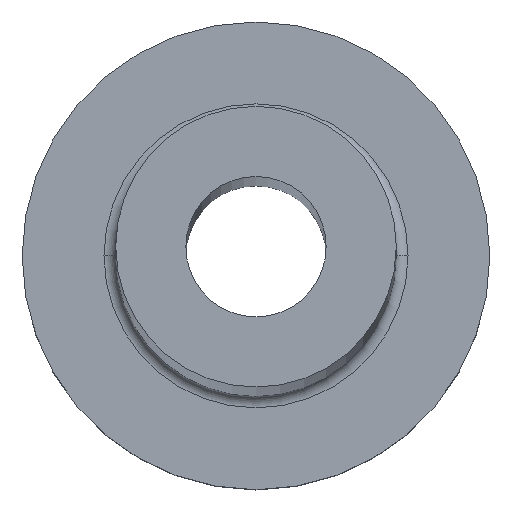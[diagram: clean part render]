
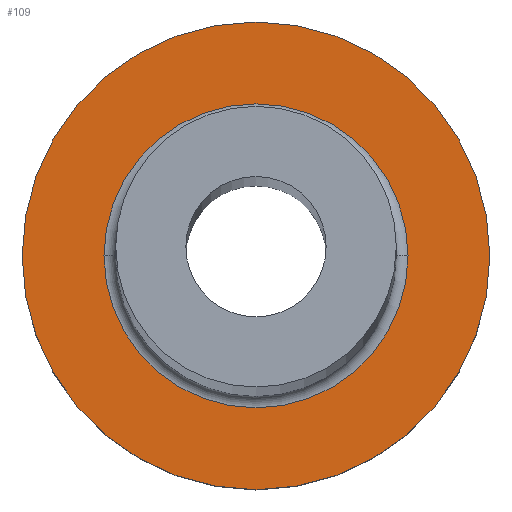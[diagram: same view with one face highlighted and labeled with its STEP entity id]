
A CAD part, top view. The second image highlights one B-rep face of the part: STEP entity #109.
In plain terms, the highlighted planar face has unit normal (0, 0, 1).
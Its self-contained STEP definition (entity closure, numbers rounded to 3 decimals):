
#26 = ORIENTED_EDGE ( 'NONE', *, *, #314, .T. ) ;
#44 = AXIS2_PLACEMENT_3D ( 'NONE', #70, #311, #95 ) ;
#49 = CARTESIAN_POINT ( 'NONE',  ( 0., 0., 7. ) ) ;
#51 = DIRECTION ( 'NONE',  ( 0., 0., -1. ) ) ;
#63 = DIRECTION ( 'NONE',  ( 0., 0., 1. ) ) ;
#70 = CARTESIAN_POINT ( 'NONE',  ( 0., 0., 7. ) ) ;
#73 = CARTESIAN_POINT ( 'NONE',  ( -6.5, 0., 7. ) ) ;
#75 = CARTESIAN_POINT ( 'NONE',  ( 0., 0., 7. ) ) ;
#78 = CIRCLE ( 'NONE', #181, 10. ) ;
#88 = FACE_OUTER_BOUND ( 'NONE', #313, .T. ) ;
#95 = DIRECTION ( 'NONE',  ( 1., 0., 0. ) ) ;
#99 = CARTESIAN_POINT ( 'NONE',  ( -10., 0., 7. ) ) ;
#109 = ADVANCED_FACE ( 'NONE', ( #246, #88 ), #270, .T. ) ;
#122 = DIRECTION ( 'NONE',  ( 1., 0., 0. ) ) ;
#127 = AXIS2_PLACEMENT_3D ( 'NONE', #49, #51, #167 ) ;
#137 = VERTEX_POINT ( 'NONE', #219 ) ;
#143 = ORIENTED_EDGE ( 'NONE', *, *, #165, .T. ) ;
#150 = CIRCLE ( 'NONE', #44, 6.5 ) ;
#163 = DIRECTION ( 'NONE',  ( 1., 0., 0. ) ) ;
#165 = EDGE_CURVE ( 'NONE', #168, #238, #269, .T. ) ;
#167 = DIRECTION ( 'NONE',  ( 1., 0., 0. ) ) ;
#168 = VERTEX_POINT ( 'NONE', #273 ) ;
#181 = AXIS2_PLACEMENT_3D ( 'NONE', #75, #289, #261 ) ;
#183 = EDGE_CURVE ( 'NONE', #284, #137, #150, .T. ) ;
#190 = CARTESIAN_POINT ( 'NONE',  ( 0., 0., 7. ) ) ;
#200 = AXIS2_PLACEMENT_3D ( 'NONE', #244, #63, #122 ) ;
#219 = CARTESIAN_POINT ( 'NONE',  ( 6.5, 0., 7. ) ) ;
#238 = VERTEX_POINT ( 'NONE', #99 ) ;
#242 = EDGE_LOOP ( 'NONE', ( #26, #353 ) ) ;
#244 = CARTESIAN_POINT ( 'NONE',  ( 0., 0., 7. ) ) ;
#246 = FACE_BOUND ( 'NONE', #242, .T. ) ;
#255 = ORIENTED_EDGE ( 'NONE', *, *, #260, .T. ) ;
#260 = EDGE_CURVE ( 'NONE', #238, #168, #78, .T. ) ;
#261 = DIRECTION ( 'NONE',  ( 1., 0., 0. ) ) ;
#269 = CIRCLE ( 'NONE', #304, 10. ) ;
#270 = PLANE ( 'NONE',  #200 ) ;
#273 = CARTESIAN_POINT ( 'NONE',  ( 10., 0., 7. ) ) ;
#284 = VERTEX_POINT ( 'NONE', #73 ) ;
#289 = DIRECTION ( 'NONE',  ( 0., 0., 1. ) ) ;
#304 = AXIS2_PLACEMENT_3D ( 'NONE', #190, #307, #163 ) ;
#307 = DIRECTION ( 'NONE',  ( 0., 0., 1. ) ) ;
#309 = CIRCLE ( 'NONE', #127, 6.5 ) ;
#311 = DIRECTION ( 'NONE',  ( 0., 0., -1. ) ) ;
#313 = EDGE_LOOP ( 'NONE', ( #255, #143 ) ) ;
#314 = EDGE_CURVE ( 'NONE', #137, #284, #309, .T. ) ;
#353 = ORIENTED_EDGE ( 'NONE', *, *, #183, .T. ) ;
